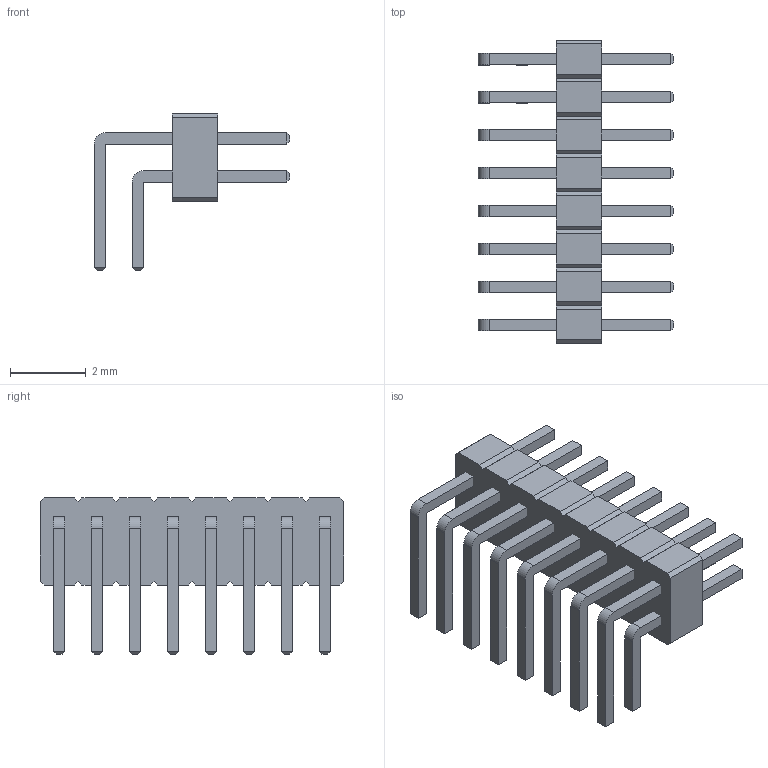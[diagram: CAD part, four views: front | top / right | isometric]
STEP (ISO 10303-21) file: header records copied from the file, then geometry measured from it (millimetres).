
FILE_DESCRIPTION(/* description */ ('model of PinHeader_2x08_P1.00mm_Horizontal'),/* implementation_level */ '2;1');
FILE_NAME(/* name */ 'PinHeader_2x08_P1.00mm_Horizontal.step',/* time_stamp */ '2018-01-24T14:01:01',/* author */ ('kicad StepUp','ksu'),/* organization */ ('FreeCAD'),/* preprocessor_version */ 'OCC',/* originating_system */ 'kicad StepUp',/* authorisation */ '');
FILE_SCHEMA(('AUTOMOTIVE_DESIGN { 1 0 10303 214 1 1 1 1 }'));
Length unit declared in the file: millimetre
Products named in the file (2): PinHeader_2x08_P100mm_Horizontal; Shape0_88471791692
Bounding box: 5.15 x 8 x 4.12 mm (x, y, z)
Volume: 32.5 mm3; surface area: 205.5 mm2
Topology: 17 solids, 17 shells, 324 faces, 742 edges, 452 vertices
Faces by surface type: plane 308, cylinder 16
Entity records: 5776 total; most frequent: ORIENTED_EDGE 1098, CARTESIAN_POINT 947, EDGE_CURVE 742, LINE 710, VERTEX_POINT 452, AXIS2_PLACEMENT_3D 357, ADVANCED_FACE 324, FACE_BOUND 324
